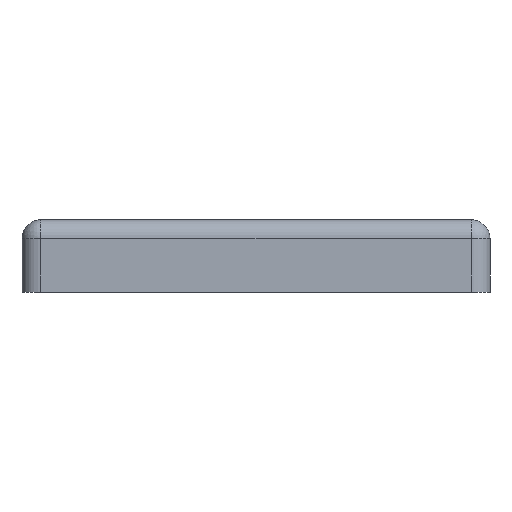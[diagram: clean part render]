
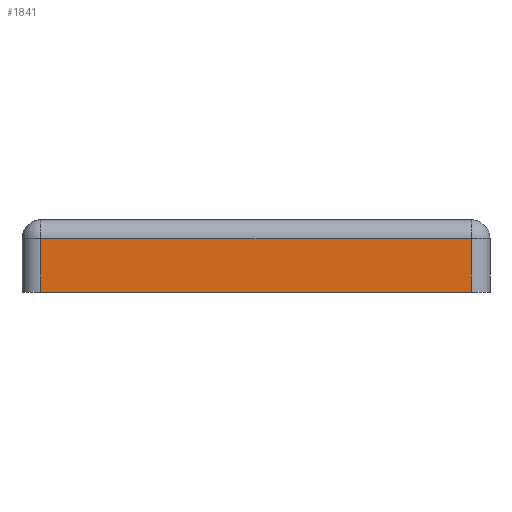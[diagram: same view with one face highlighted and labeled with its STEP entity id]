
A CAD part, front view. The second image highlights one B-rep face of the part: STEP entity #1841.
In plain terms, the highlighted planar face has unit normal (0, -1, 0).
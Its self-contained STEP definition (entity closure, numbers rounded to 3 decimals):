
#79=PLANE('',#2063);
#166=FACE_OUTER_BOUND('',#275,.T.);
#275=EDGE_LOOP('',(#1683,#1684,#1685,#1686));
#318=LINE('',#2760,#433);
#415=LINE('',#3611,#530);
#419=LINE('',#3623,#534);
#420=LINE('',#3625,#535);
#433=VECTOR('',#2174,10.);
#530=VECTOR('',#2553,10.);
#534=VECTOR('',#2573,10.);
#535=VECTOR('',#2576,10.);
#730=VERTEX_POINT('',#2757);
#731=VERTEX_POINT('',#2759);
#859=VERTEX_POINT('',#3608);
#860=VERTEX_POINT('',#3610);
#916=EDGE_CURVE('',#731,#730,#318,.T.);
#1132=EDGE_CURVE('',#859,#860,#415,.T.);
#1139=EDGE_CURVE('',#730,#860,#419,.T.);
#1140=EDGE_CURVE('',#731,#859,#420,.T.);
#1683=ORIENTED_EDGE('',*,*,#1132,.F.);
#1684=ORIENTED_EDGE('',*,*,#1140,.F.);
#1685=ORIENTED_EDGE('',*,*,#916,.T.);
#1686=ORIENTED_EDGE('',*,*,#1139,.T.);
#1841=ADVANCED_FACE('',(#166),#79,.T.);
#2063=AXIS2_PLACEMENT_3D('',#3624,#2574,#2575);
#2174=DIRECTION('',(1.,0.,0.));
#2553=DIRECTION('',(1.,0.,0.));
#2573=DIRECTION('',(0.,0.,1.));
#2574=DIRECTION('center_axis',(0.,-1.,0.));
#2575=DIRECTION('ref_axis',(1.,0.,0.));
#2576=DIRECTION('',(0.,0.,1.));
#2757=CARTESIAN_POINT('',(43.8,-16.,-12.9));
#2759=CARTESIAN_POINT('',(-2.,-16.,-12.9));
#2760=CARTESIAN_POINT('',(-2.,-16.,-12.9));
#3608=CARTESIAN_POINT('',(-2.,-16.,-7.2));
#3610=CARTESIAN_POINT('',(43.8,-16.,-7.2));
#3611=CARTESIAN_POINT('',(9.45,-16.,-7.2));
#3623=CARTESIAN_POINT('',(43.8,-16.,-12.9));
#3624=CARTESIAN_POINT('Origin',(-2.,-16.,-12.9));
#3625=CARTESIAN_POINT('',(-2.,-16.,-12.9));
